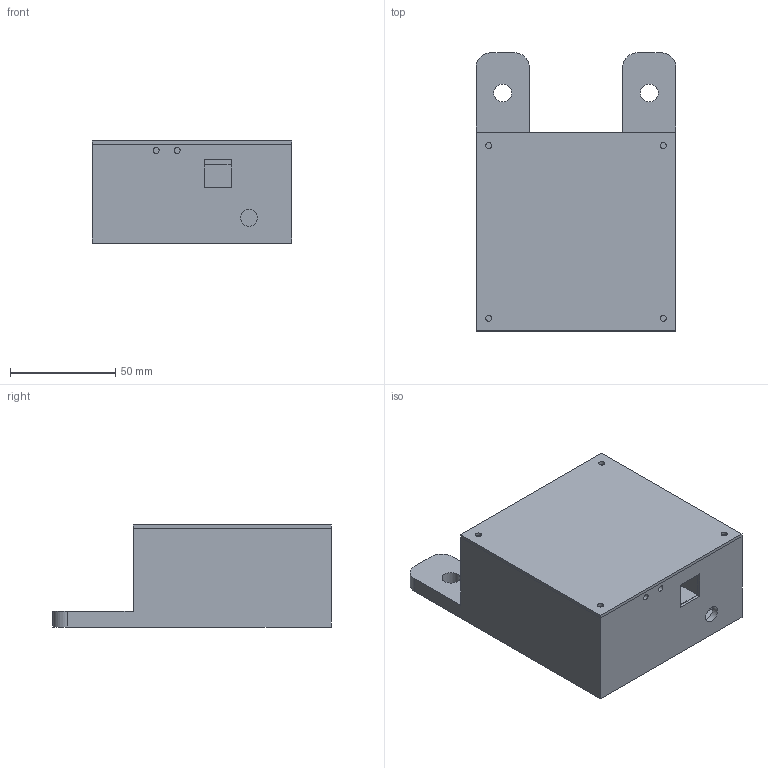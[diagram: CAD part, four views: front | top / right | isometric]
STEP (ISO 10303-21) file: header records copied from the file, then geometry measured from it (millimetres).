
FILE_DESCRIPTION(/* description */ (''),/* implementation_level */ '2;1');
FILE_NAME(/* name */ 'enclosure for level sensor v3.step',/* time_stamp */ '2022-12-07T14:00:26-08:00',/* author */ (''),/* organization */ (''),/* preprocessor_version */ 'ST-DEVELOPER v19.2',/* originating_system */ 'Autodesk Translation Framework v11.17.0.187',/* authorisation */ '');
FILE_SCHEMA (('AUTOMOTIVE_DESIGN { 1 0 10303 214 3 1 1 }'));
Length unit declared in the file: millimetre
Products named in the file (1): enclosure for level sensor
Bounding box: 95 x 132.2 x 48.5 mm (x, y, z)
Volume: 97846.6 mm3; surface area: 79141.9 mm2
Topology: 2 solids, 2 shells, 244 faces, 653 edges, 432 vertices
Faces by surface type: plane 141, bspline 64, cylinder 39
Full cylindrical faces by diameter (mm): 2.85 x2, 2.9 x12, 6.5 x4, 8 x1, 8.5 x2
Entity records: 8249 total; most frequent: CARTESIAN_POINT 2418, ORIENTED_EDGE 1306, DIRECTION 967, EDGE_CURVE 653, LINE 445, VECTOR 445, VERTEX_POINT 432, EDGE_LOOP 293
